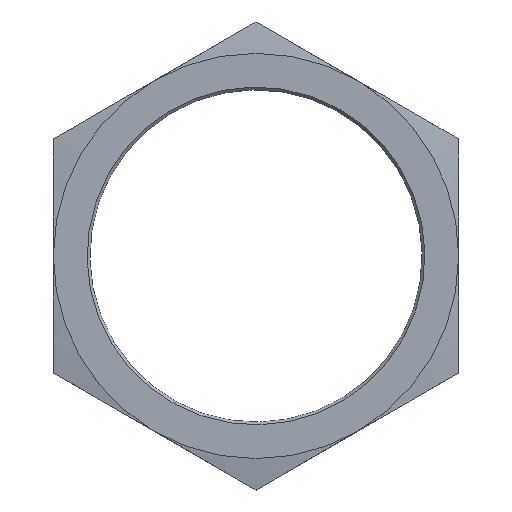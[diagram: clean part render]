
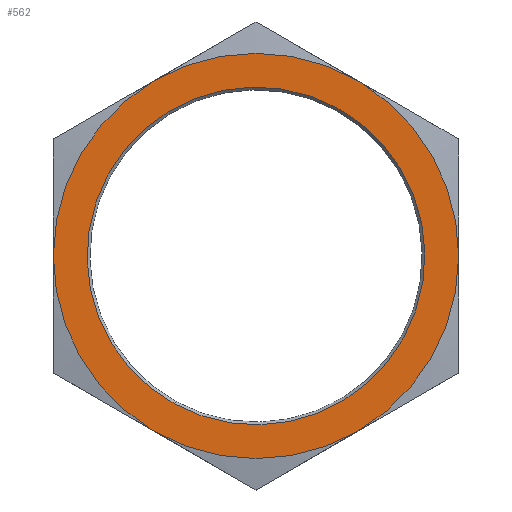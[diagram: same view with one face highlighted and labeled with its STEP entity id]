
A CAD part, top view. The second image highlights one B-rep face of the part: STEP entity #562.
In plain terms, the highlighted planar face has unit normal (0, 0, 1).
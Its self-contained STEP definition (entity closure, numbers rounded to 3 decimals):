
#347=AXIS2_PLACEMENT_3D('Circle Axis2P3D',#345,#346,$) ;
#365=AXIS2_PLACEMENT_3D('Circle Axis2P3D',#363,#364,$) ;
#377=AXIS2_PLACEMENT_3D('Circle Axis2P3D',#375,#376,$) ;
#388=AXIS2_PLACEMENT_3D('Circle Axis2P3D',#386,#387,$) ;
#406=AXIS2_PLACEMENT_3D('Circle Axis2P3D',#404,#405,$) ;
#418=AXIS2_PLACEMENT_3D('Circle Axis2P3D',#416,#417,$) ;
#429=AXIS2_PLACEMENT_3D('Circle Axis2P3D',#427,#428,$) ;
#440=AXIS2_PLACEMENT_3D('Circle Axis2P3D',#438,#439,$) ;
#532=AXIS2_PLACEMENT_3D('Plane Axis2P3D',#529,#530,#531) ;
#546=AXIS2_PLACEMENT_3D('Circle Axis2P3D',#544,#545,$) ;
#555=AXIS2_PLACEMENT_3D('Circle Axis2P3D',#553,#554,$) ;
#42=CARTESIAN_POINT('Vertex',(56.25,75.777,6.3)) ;
#112=CARTESIAN_POINT('Vertex',(75.,43.301,6.3)) ;
#163=CARTESIAN_POINT('Vertex',(56.25,10.825,6.3)) ;
#205=CARTESIAN_POINT('Vertex',(18.75,10.825,6.3)) ;
#266=CARTESIAN_POINT('Vertex',(0.,43.301,6.3)) ;
#317=CARTESIAN_POINT('Vertex',(18.75,75.777,6.3)) ;
#345=CARTESIAN_POINT('Axis2P3D Location',(37.5,43.301,6.3)) ;
#349=CARTESIAN_POINT('Vertex',(57.011,75.326,6.3)) ;
#363=CARTESIAN_POINT('Axis2P3D Location',(37.5,43.301,6.3)) ;
#375=CARTESIAN_POINT('Axis2P3D Location',(37.5,43.301,6.3)) ;
#386=CARTESIAN_POINT('Axis2P3D Location',(37.5,43.301,6.3)) ;
#401=CARTESIAN_POINT('Vertex',(17.989,11.277,6.3)) ;
#404=CARTESIAN_POINT('Axis2P3D Location',(37.5,43.301,6.3)) ;
#416=CARTESIAN_POINT('Axis2P3D Location',(37.5,43.301,6.3)) ;
#427=CARTESIAN_POINT('Axis2P3D Location',(37.5,43.301,6.3)) ;
#438=CARTESIAN_POINT('Axis2P3D Location',(37.5,43.301,6.3)) ;
#529=CARTESIAN_POINT('Axis2P3D Location',(37.5,43.301,6.3)) ;
#544=CARTESIAN_POINT('Axis2P3D Location',(37.5,43.301,6.3)) ;
#548=CARTESIAN_POINT('Vertex',(22.518,15.877,6.3)) ;
#550=CARTESIAN_POINT('Vertex',(52.482,70.726,6.3)) ;
#553=CARTESIAN_POINT('Axis2P3D Location',(37.5,43.301,6.3)) ;
#346=DIRECTION('Axis2P3D Direction',(0.,0.,-1.)) ;
#364=DIRECTION('Axis2P3D Direction',(0.,0.,-1.)) ;
#376=DIRECTION('Axis2P3D Direction',(0.,0.,-1.)) ;
#387=DIRECTION('Axis2P3D Direction',(0.,0.,-1.)) ;
#405=DIRECTION('Axis2P3D Direction',(0.,0.,-1.)) ;
#417=DIRECTION('Axis2P3D Direction',(0.,0.,-1.)) ;
#428=DIRECTION('Axis2P3D Direction',(0.,0.,-1.)) ;
#439=DIRECTION('Axis2P3D Direction',(0.,0.,-1.)) ;
#530=DIRECTION('Axis2P3D Direction',(0.,0.,1.)) ;
#531=DIRECTION('Axis2P3D XDirection',(0.,1.,0.)) ;
#545=DIRECTION('Axis2P3D Direction',(0.,0.,1.)) ;
#554=DIRECTION('Axis2P3D Direction',(0.,0.,1.)) ;
#535=ORIENTED_EDGE('',*,*,#408,.T.) ;
#536=ORIENTED_EDGE('',*,*,#420,.T.) ;
#537=ORIENTED_EDGE('',*,*,#379,.T.) ;
#538=ORIENTED_EDGE('',*,*,#431,.T.) ;
#539=ORIENTED_EDGE('',*,*,#367,.T.) ;
#540=ORIENTED_EDGE('',*,*,#351,.T.) ;
#541=ORIENTED_EDGE('',*,*,#442,.T.) ;
#542=ORIENTED_EDGE('',*,*,#390,.T.) ;
#559=ORIENTED_EDGE('',*,*,#552,.F.) ;
#560=ORIENTED_EDGE('',*,*,#557,.F.) ;
#561=FACE_BOUND('',#558,.T.) ;
#562=ADVANCED_FACE('Koerper.2',(#543,#561),#533,.T.) ;
#348=CIRCLE('generated circle',#347,37.5) ;
#366=CIRCLE('generated circle',#365,37.5) ;
#378=CIRCLE('generated circle',#377,37.5) ;
#389=CIRCLE('generated circle',#388,37.5) ;
#407=CIRCLE('generated circle',#406,37.5) ;
#419=CIRCLE('generated circle',#418,37.5) ;
#430=CIRCLE('generated circle',#429,37.5) ;
#441=CIRCLE('generated circle',#440,37.5) ;
#547=CIRCLE('generated circle',#546,31.25) ;
#556=CIRCLE('generated circle',#555,31.25) ;
#351=EDGE_CURVE('',#350,#43,#348,.F.) ;
#367=EDGE_CURVE('',#113,#350,#366,.F.) ;
#379=EDGE_CURVE('',#206,#164,#378,.F.) ;
#390=EDGE_CURVE('',#318,#267,#389,.F.) ;
#408=EDGE_CURVE('',#267,#402,#407,.F.) ;
#420=EDGE_CURVE('',#402,#206,#419,.F.) ;
#431=EDGE_CURVE('',#164,#113,#430,.F.) ;
#442=EDGE_CURVE('',#43,#318,#441,.F.) ;
#552=EDGE_CURVE('',#549,#551,#547,.T.) ;
#557=EDGE_CURVE('',#551,#549,#556,.T.) ;
#534=EDGE_LOOP('',(#535,#536,#537,#538,#539,#540,#541,#542)) ;
#558=EDGE_LOOP('',(#559,#560)) ;
#543=FACE_OUTER_BOUND('',#534,.T.) ;
#533=PLANE('',#532) ;
#43=VERTEX_POINT('',#42) ;
#113=VERTEX_POINT('',#112) ;
#164=VERTEX_POINT('',#163) ;
#206=VERTEX_POINT('',#205) ;
#267=VERTEX_POINT('',#266) ;
#318=VERTEX_POINT('',#317) ;
#350=VERTEX_POINT('',#349) ;
#402=VERTEX_POINT('',#401) ;
#549=VERTEX_POINT('',#548) ;
#551=VERTEX_POINT('',#550) ;
